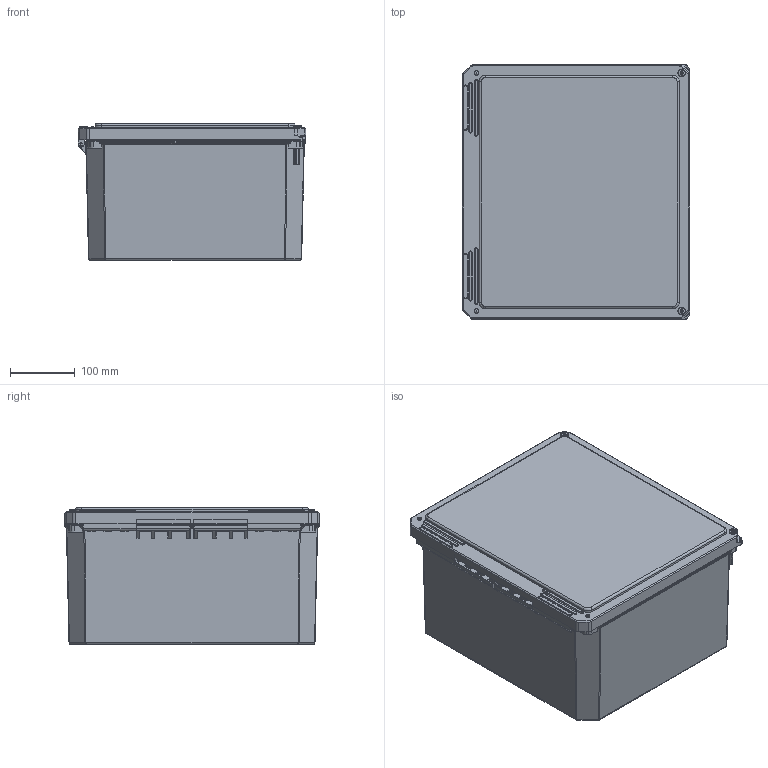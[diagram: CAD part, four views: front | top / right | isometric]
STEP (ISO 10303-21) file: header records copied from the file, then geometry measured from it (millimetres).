
FILE_DESCRIPTION(/* description */ (''),/* implementation_level */ '2;1');
FILE_NAME(/* name */ 'HW-141208CHSC.stp',/* time_stamp */ '2014-03-12T14:42:46-05:00',/* author */ ('pmescher'),/* organization */ (''),/* preprocessor_version */ 'ST-DEVELOPER v15.2',/* originating_system */ 'Autodesk Inventor 2014',/* authorisation */ '');
FILE_SCHEMA (('AUTOMOTIVE_DESIGN { 1 0 10303 214 3 1 1 }'));
Products named in the file (14): DS141208BOX; BRASS INSERT-(; BRASS INSERT-(_1; BRASS INSERT-(_2; RMHINGAT40006-04; DS141206CVR; GA141206; WP1412HWU; BRASS INSERT-(_3; DS COVER  BUSH; 2016 Vanity Plug; O_RING_COVER; COVER SCREW; DS141208HW_STP
Bounding box: 352.15 x 393.42 x 211.87 mm (x, y, z)
Volume: 2378272.2 mm3; surface area: 1181871.7 mm2
Topology: 29 solids, 29 shells, 2408 faces, 5971 edges, 3508 vertices
Faces by surface type: cylinder 922, plane 796, bspline 389, torus 161, cone 80, sphere 60
Full cylindrical faces by diameter (mm): 3.429 x2, 3.48 x4, 3.81 x2, 3.861 x8, 3.962 x16, 5.055 x2, 5.3 x2, 5.563 x2, 5.766 x2, 6.248 x16, 6.401 x4, 6.426 x4, 7.937 x1, 7.938 x1, 11.049 x2, 11.43 x2
Entity records: 81865 total; most frequent: CARTESIAN_POINT 32084, DIRECTION 10606, ORIENTED_EDGE 10222, EDGE_CURVE 5111, AXIS2_PLACEMENT_3D 4058, VERTEX_POINT 3088, LINE 2490, VECTOR 2490
